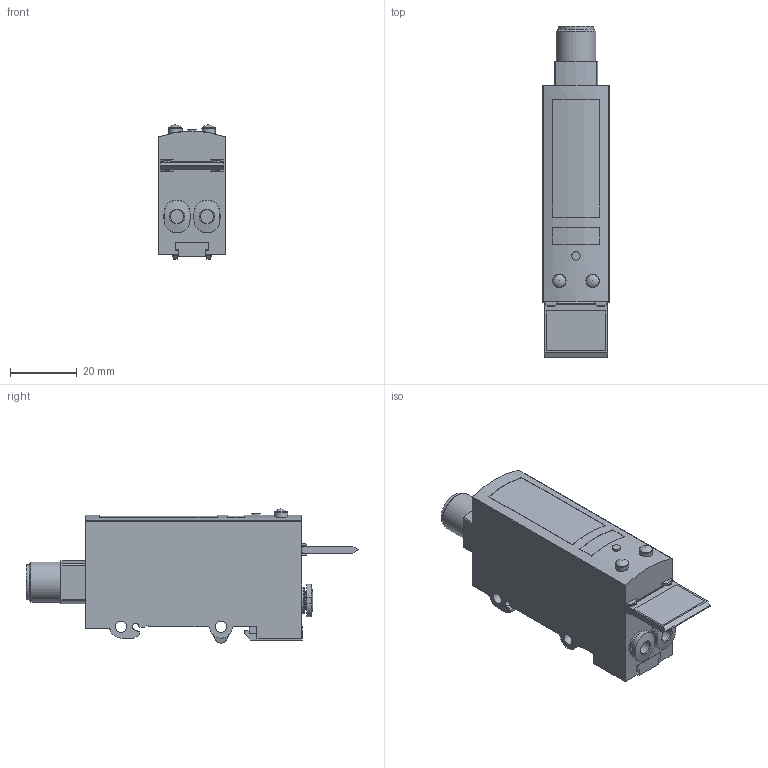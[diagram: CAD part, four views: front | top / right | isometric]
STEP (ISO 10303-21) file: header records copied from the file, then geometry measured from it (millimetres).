
FILE_DESCRIPTION(/* description */ ('STEP AP214'),/* implementation_level */ '2;1');
FILE_NAME(/* name */ '568663_SDE3-V1D-B-HQ4-2P-M12',/* time_stamp */ '2024-09-15T00:13:43+02:00',/* author */ ('License CC BY-ND 4.0'),/* organization */ ('CADENAS'),/* preprocessor_version */ 'ST-DEVELOPER v19.3',/* originating_system */ 'PARTsolutions',/* authorisation */ ' ');
FILE_SCHEMA (('AUTOMOTIVE_DESIGN {1 0 10303 214 3 1 1}'));
Length unit declared in the file: millimetre
Products named in the file (3): 568663 SDE3-V1D-B-HQ4-2P-M12; 539679 SDE3-V1D-B-HQ4-2P-M12-----(G); 677000 SXE3-.
Assembly tree (2 placements, depth 2):
  568663 SDE3-V1D-B-HQ4-2P-M12
    539679 SDE3-V1D-B-HQ4-2P-M12-----(G)
    677000 SXE3-.
Bounding box: 20 x 99.6 x 40.25 mm (x, y, z)
Volume: 46749 mm3; surface area: 12034.1 mm2
Topology: 2 solids, 2 shells, 223 faces, 577 edges, 381 vertices
Faces by surface type: plane 134, cylinder 69, torus 7, sphere 7, cone 6
Full cylindrical faces by diameter (mm): 0.9 x5, 2.5 x1, 3.4 x2, 3.9 x1, 4 x4, 5.2 x2, 8 x2, 8.3 x1, 10.6 x1, 12 x1
Entity records: 8016 total; most frequent: CARTESIAN_POINT 1257, DIRECTION 1084, ORIENTED_EDGE 1044, EDGE_CURVE 522, AXIS2_PLACEMENT_3D 373, VERTEX_POINT 365, LINE 338, VECTOR 338
